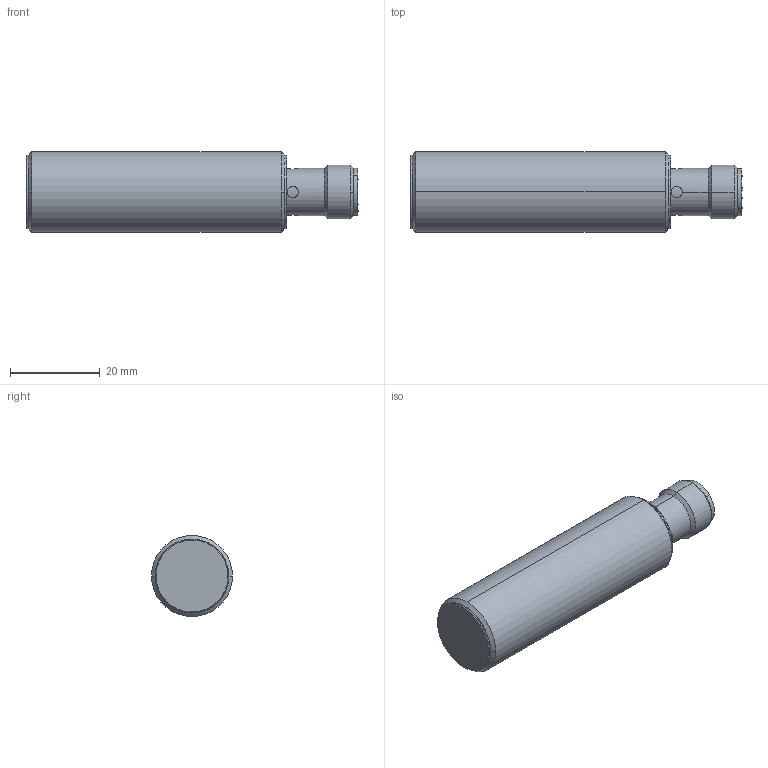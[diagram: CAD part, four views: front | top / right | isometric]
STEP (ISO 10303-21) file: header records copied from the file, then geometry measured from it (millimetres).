
FILE_DESCRIPTION (( 'STEP AP214' ), '1' );
FILE_NAME ('VK1-A0-1H.step', '2018-04-12T22:02:40', ( '' ), ( '' ), 'SwSTEP 2.0', 'SolidWorks 2017', '' );
FILE_SCHEMA (( 'AUTOMOTIVE_DESIGN' ));
Length unit declared in the file: inch
Products named in the file (1): VK1-A0-1H
Bounding box: 73.8 x 18 x 18 mm (x, y, z)
Volume: 15672.8 mm3; surface area: 6307.5 mm2
Topology: 4 solids, 4 shells, 120 faces, 304 edges, 194 vertices
Faces by surface type: cylinder 64, plane 24, cone 22, bspline 10
Entity records: 5758 total; most frequent: CARTESIAN_POINT 1212, DIRECTION 647, ORIENTED_EDGE 592, EDGE_CURVE 296, AXIS2_PLACEMENT_3D 265, VERTEX_POINT 194, CIRCLE 154, EDGE_LOOP 130
